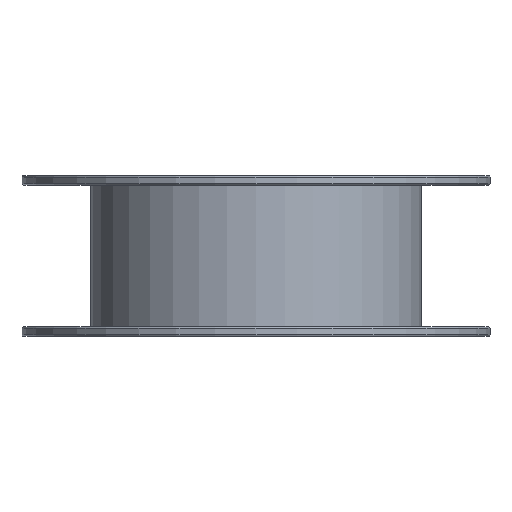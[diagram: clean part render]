
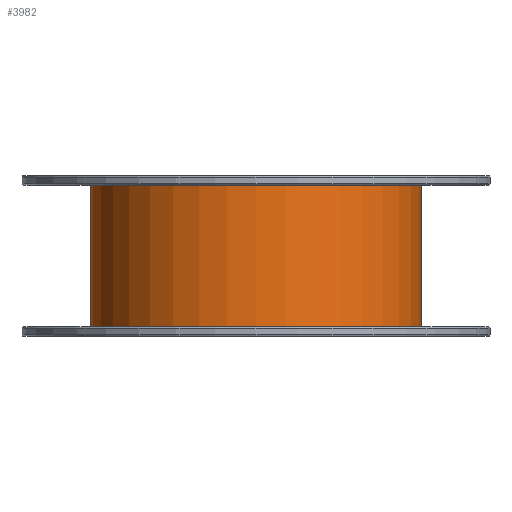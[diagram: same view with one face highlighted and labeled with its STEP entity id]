
A CAD part, front view. The second image highlights one B-rep face of the part: STEP entity #3982.
In plain terms, the highlighted cylindrical face has radius 106 mm (diameter 212 mm), a partial arc.
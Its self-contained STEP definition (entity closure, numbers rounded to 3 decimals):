
#107 = LINE ( 'NONE', #6387, #5843 ) ;
#449 = DIRECTION ( 'NONE',  ( 1., 0., 0. ) ) ;
#543 = AXIS2_PLACEMENT_3D ( 'NONE', #3519, #2393, #2460 ) ;
#730 = CARTESIAN_POINT ( 'NONE',  ( -106., 0., 91. ) ) ;
#731 = EDGE_CURVE ( 'NONE', #2883, #6038, #6021, .T. ) ;
#782 = CIRCLE ( 'NONE', #6499, 106. ) ;
#928 = AXIS2_PLACEMENT_3D ( 'NONE', #4375, #1213, #1719 ) ;
#1213 = DIRECTION ( 'NONE',  ( 0., 0., -1. ) ) ;
#1279 = DIRECTION ( 'NONE',  ( 0., 0., -1. ) ) ;
#1719 = DIRECTION ( 'NONE',  ( -1., 0., 0. ) ) ;
#1724 = CARTESIAN_POINT ( 'NONE',  ( -106., 0., 91. ) ) ;
#1736 = ORIENTED_EDGE ( 'NONE', *, *, #3939, .T. ) ;
#2393 = DIRECTION ( 'NONE',  ( 0., 0., -1. ) ) ;
#2431 = ORIENTED_EDGE ( 'NONE', *, *, #4173, .F. ) ;
#2460 = DIRECTION ( 'NONE',  ( -1., 0., 0. ) ) ;
#2813 = ORIENTED_EDGE ( 'NONE', *, *, #6015, .F. ) ;
#2841 = CARTESIAN_POINT ( 'NONE',  ( 106., 0., 91. ) ) ;
#2883 = VERTEX_POINT ( 'NONE', #5656 ) ;
#3071 = VERTEX_POINT ( 'NONE', #2841 ) ;
#3258 = DIRECTION ( 'NONE',  ( 0., 0., -1. ) ) ;
#3519 = CARTESIAN_POINT ( 'NONE',  ( 0., 0., 91. ) ) ;
#3548 = FACE_OUTER_BOUND ( 'NONE', #3889, .T. ) ;
#3889 = EDGE_LOOP ( 'NONE', ( #2431, #2813, #1736, #6022 ) ) ;
#3939 = EDGE_CURVE ( 'NONE', #3944, #6038, #5480, .T. ) ;
#3944 = VERTEX_POINT ( 'NONE', #1724 ) ;
#3982 = ADVANCED_FACE ( 'NONE', ( #3548 ), #4590, .T. ) ;
#4173 = EDGE_CURVE ( 'NONE', #3071, #2883, #107, .T. ) ;
#4375 = CARTESIAN_POINT ( 'NONE',  ( 0., 0., 0. ) ) ;
#4590 = CYLINDRICAL_SURFACE ( 'NONE', #543, 106. ) ;
#4723 = DIRECTION ( 'NONE',  ( 0., 0., 1. ) ) ;
#4800 = CARTESIAN_POINT ( 'NONE',  ( 0., 0., 91. ) ) ;
#5287 = VECTOR ( 'NONE', #3258, 1000. ) ;
#5480 = LINE ( 'NONE', #730, #5287 ) ;
#5656 = CARTESIAN_POINT ( 'NONE',  ( 106., 0., 0. ) ) ;
#5843 = VECTOR ( 'NONE', #1279, 1000. ) ;
#6015 = EDGE_CURVE ( 'NONE', #3944, #3071, #782, .T. ) ;
#6021 = CIRCLE ( 'NONE', #928, 106. ) ;
#6022 = ORIENTED_EDGE ( 'NONE', *, *, #731, .F. ) ;
#6038 = VERTEX_POINT ( 'NONE', #6767 ) ;
#6387 = CARTESIAN_POINT ( 'NONE',  ( 106., 0., 91. ) ) ;
#6499 = AXIS2_PLACEMENT_3D ( 'NONE', #4800, #4723, #449 ) ;
#6767 = CARTESIAN_POINT ( 'NONE',  ( -106., 0., 0. ) ) ;
